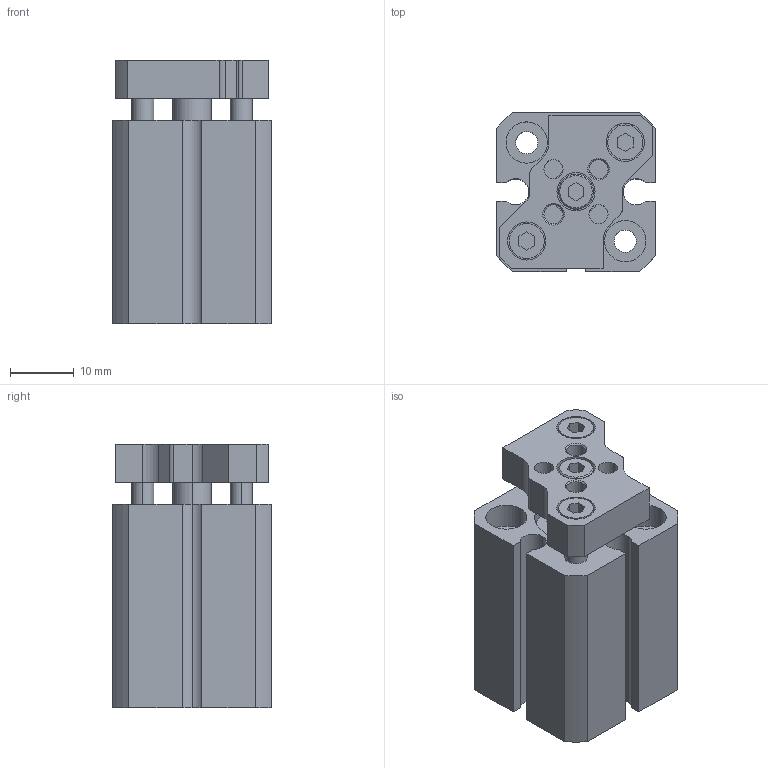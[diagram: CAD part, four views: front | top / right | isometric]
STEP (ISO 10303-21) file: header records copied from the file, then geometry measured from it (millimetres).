
FILE_DESCRIPTION(('STEP AP214'),'1');
FILE_NAME('CA.11.17.001.stp','2017-05-12T11:46:33',(' '),(' '),'Spatial InterOp 3D',' ',' ');
FILE_SCHEMA(('automotive_design'));
Length unit declared in the file: millimetre
Products named in the file (3): CDQMB12-10.step_CQM_ROD_12; CDQMB12-10.step_CQM_TUBE_12B
Assembly tree (2 placements, depth 2):
  (unnamed)
    CDQMB12-10.step_CQM_ROD_12
    CDQMB12-10.step_CQM_TUBE_12B
Bounding box: 25 x 25 x 41.5 mm (x, y, z)
Volume: 17484.3 mm3; surface area: 11007.5 mm2
Topology: 2 solids, 2 shells, 158 faces, 389 edges, 256 vertices
Faces by surface type: cylinder 77, plane 70, cone 11
Entity records: 6174 total; most frequent: CARTESIAN_POINT 905, DIRECTION 869, ORIENTED_EDGE 778, EDGE_CURVE 389, AXIS2_PLACEMENT_3D 324, VERTEX_POINT 256, LINE 221, VECTOR 221
